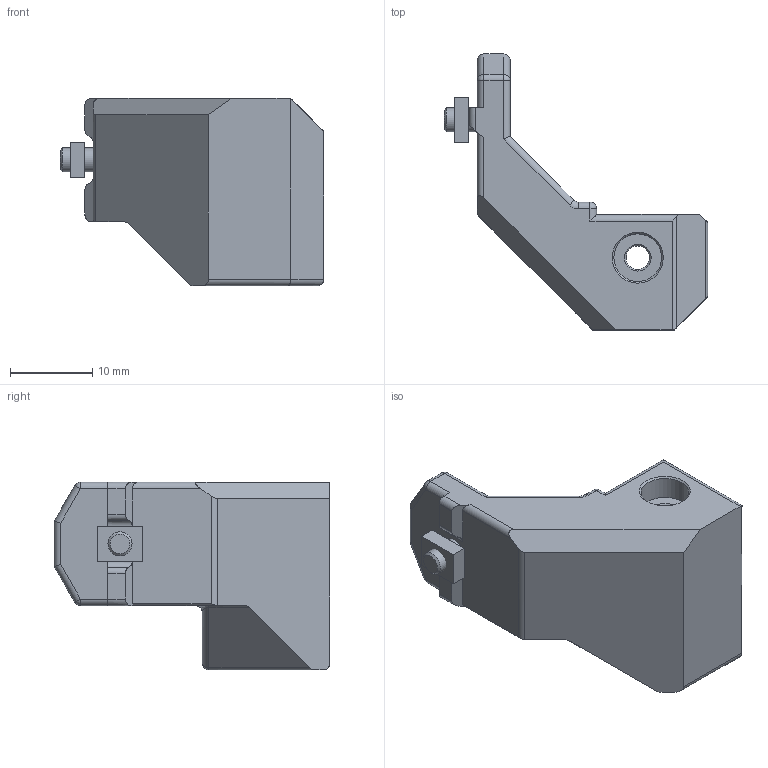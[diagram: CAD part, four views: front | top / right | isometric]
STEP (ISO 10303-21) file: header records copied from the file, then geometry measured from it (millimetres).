
FILE_DESCRIPTION(/* description */ (''),/* implementation_level */ '2;1');
FILE_NAME(/* name */ 'ZeroClick_Dock_Rear v3.step',/* time_stamp */ '2025-08-05T14:32:56+02:00',/* author */ (''),/* organization */ (''),/* preprocessor_version */ 'ST-DEVELOPER v20.1',/* originating_system */ 'Autodesk Translation Framework v14.10.0.0',/* authorisation */ '');
FILE_SCHEMA (('AUTOMOTIVE_DESIGN { 1 0 10303 214 3 1 1 }'));
Length unit declared in the file: millimetre
Products named in the file (4): ZeroClick_Dock_Rear; BHSBHCS ANSI B18.3.4M - M3 x 0.5 x 6 Steel Grade 2 Plain; DIN 562 - M3 Steel 6 Plain; ZeroClick Dock
Assembly tree (3 placements, depth 2):
  ZeroClick_Dock_Rear
    BHSBHCS ANSI B18.3.4M - M3 x 0.5 x 6 Steel Grade 2 Plain
    DIN 562 - M3 Steel 6 Plain
    ZeroClick Dock
Bounding box: 32 x 33.5 x 22.8 mm (x, y, z)
Volume: 5548.2 mm3; surface area: 3458.4 mm2
Topology: 3 solids, 3 shells, 134 faces, 316 edges, 191 vertices
Faces by surface type: plane 69, cylinder 49, sphere 8, cone 4, torus 2, bspline 2
Full cylindrical faces by diameter (mm): 2.529 x1, 2.85 x1, 2.927 x1, 3.3 x1, 5.8 x1, 6.25 x1
Entity records: 3978 total; most frequent: CARTESIAN_POINT 706, DIRECTION 696, ORIENTED_EDGE 632, EDGE_CURVE 316, AXIS2_PLACEMENT_3D 241, LINE 214, VECTOR 214, VERTEX_POINT 191
